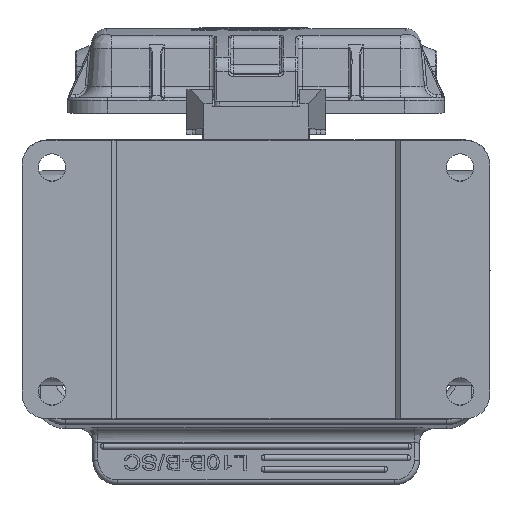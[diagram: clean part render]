
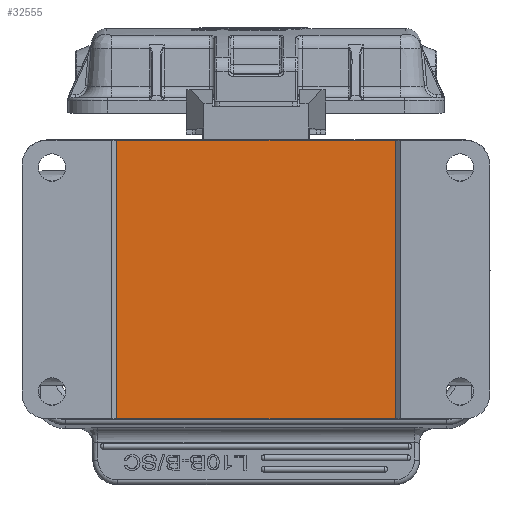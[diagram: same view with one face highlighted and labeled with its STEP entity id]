
A CAD part, front view. The second image highlights one B-rep face of the part: STEP entity #32555.
In plain terms, the highlighted planar face has unit normal (0, -1, -0.009).
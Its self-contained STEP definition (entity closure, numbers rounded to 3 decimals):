
#2822=DIRECTION('',(1.,0.,0.));
#2823=VECTOR('',#2822,56.);
#2824=CARTESIAN_POINT('',(18.986,-21.779,
-50.144));
#2825=LINE('',#2824,#2823);
#3236=DIRECTION('',(-1.,0.,0.));
#3237=VECTOR('',#3236,56.);
#3238=CARTESIAN_POINT('',(74.986,-22.285,5.854));
#3239=LINE('',#3238,#3237);
#3286=DIRECTION('',(0.,-0.009,1.));
#3287=VECTOR('',#3286,56.);
#3288=CARTESIAN_POINT('',(74.986,-21.796,
-50.144));
#3289=LINE('',#3288,#3287);
#3290=DIRECTION('',(0.,-0.009,1.));
#3291=VECTOR('',#3290,56.);
#3292=CARTESIAN_POINT('',(18.986,-21.779,
-50.144));
#3293=LINE('',#3292,#3291);
#26196=CARTESIAN_POINT('',(18.986,-21.779,
-50.144));
#26197=VERTEX_POINT('',#26196);
#26198=CARTESIAN_POINT('',(74.986,-21.796,
-50.144));
#26199=VERTEX_POINT('',#26198);
#26293=CARTESIAN_POINT('',(74.986,-22.285,
5.854));
#26294=VERTEX_POINT('',#26293);
#26295=CARTESIAN_POINT('',(18.986,-22.267,
5.854));
#26296=VERTEX_POINT('',#26295);
#32543=CARTESIAN_POINT('',(46.986,-22.032,
-22.145));
#32544=DIRECTION('',(0.,1.,0.009));
#32545=DIRECTION('',(0.,-0.009,1.));
#32546=AXIS2_PLACEMENT_3D('',#32543,#32544,#32545);
#32547=PLANE('',#32546);
#32548=ORIENTED_EDGE('',*,*,#31807,.F.);
#32550=ORIENTED_EDGE('',*,*,#32549,.T.);
#32551=ORIENTED_EDGE('',*,*,#32479,.F.);
#32552=ORIENTED_EDGE('',*,*,#32535,.F.);
#32553=EDGE_LOOP('',(#32548,#32550,#32551,#32552));
#32554=FACE_OUTER_BOUND('',#32553,.F.);
#31807=EDGE_CURVE('',#26197,#26199,#2825,.T.);
#32479=EDGE_CURVE('',#26294,#26296,#3239,.T.);
#32535=EDGE_CURVE('',#26199,#26294,#3289,.T.);
#32549=EDGE_CURVE('',#26197,#26296,#3293,.T.);
#32555=ADVANCED_FACE('',(#32554),#32547,.F.);
